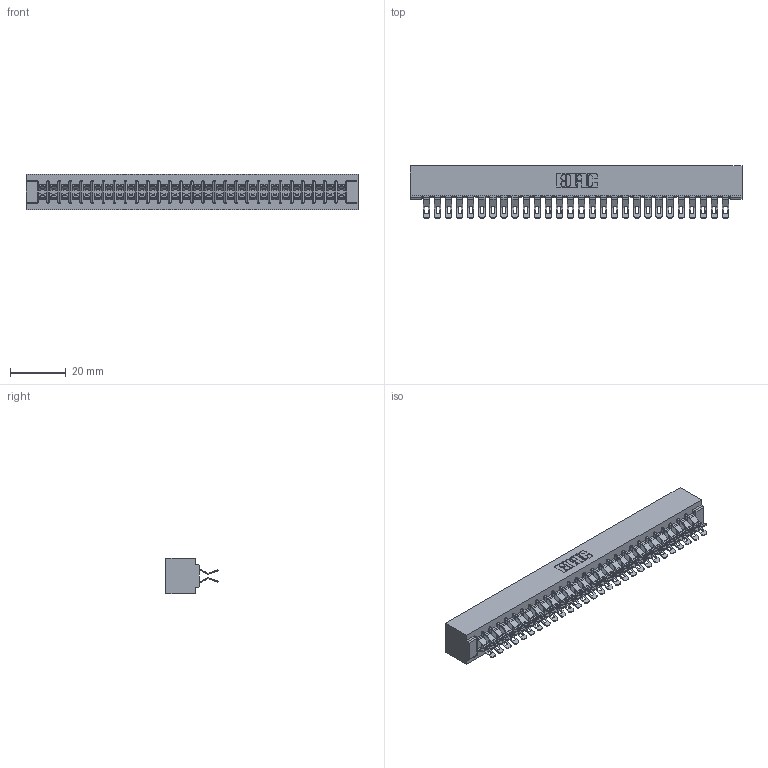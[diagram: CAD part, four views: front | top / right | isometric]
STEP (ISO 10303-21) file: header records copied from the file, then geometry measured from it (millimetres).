
FILE_DESCRIPTION (( 'STEP AP203' ), '1' );
FILE_NAME ('357-056-555-201.STEP', '2018-08-11T17:53:48', ( '' ), ( '' ), 'SwSTEP 2.0', 'SolidWorks 2016', '' );
FILE_SCHEMA (( 'CONFIG_CONTROL_DESIGN' ));
Length unit declared in the file: inch
Products named in the file (3): 307 Part_No Mounting Lugs; 307-290-001_555; 357-056-555-201
Assembly tree (57 placements, depth 2):
  357-056-555-201
    307 Part_No Mounting Lugs
    307-290-001_555  x56
Bounding box: 118.82 x 18.75 x 12.7 mm (x, y, z)
Volume: 13250.4 mm3; surface area: 17171 mm2
Topology: 57 solids, 57 shells, 3555 faces, 10435 edges, 6802 vertices
Faces by surface type: plane 1970, cylinder 1527, sphere 58
Entity records: 26885 total; most frequent: CARTESIAN_POINT 4404, ORIENTED_EDGE 4364, DIRECTION 4326, EDGE_CURVE 2182, VECTOR 1658, LINE 1658, VERTEX_POINT 1412, AXIS2_PLACEMENT_3D 1334
